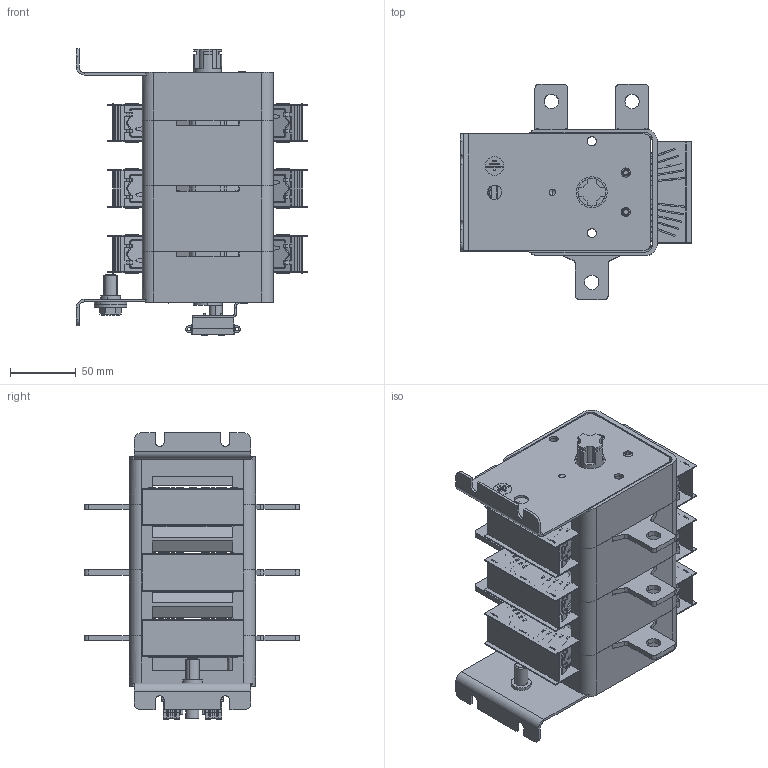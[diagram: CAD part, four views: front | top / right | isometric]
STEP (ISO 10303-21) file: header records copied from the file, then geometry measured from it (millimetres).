
FILE_DESCRIPTION (( 'STEP AP203' ), '1' );
FILE_NAME ('ÂÐ32-37 2 íàïðàâëåíèÿ.STEP', '2014-06-25T10:33:39', ( 'admin' ), ( 'Microsoft' ), 'SwSTEP 2.0', 'SolidWorks 2007', '' );
FILE_SCHEMA (( 'CONFIG_CONTROL_DESIGN' ));
Products named in the file (1): ÂÐ32-37 2 íàïðàâëåíèÿ
Bounding box: 176 x 163.75 x 218.14 mm (x, y, z)
Surface area: 357988.2 mm2 (no closed solid volume)
Topology: 0 solids, 150 shells, 1606 faces, 10432 edges, 8671 vertices
Faces by surface type: plane 1042, cylinder 424, torus 107, cone 28, bspline 5
Entity records: 100892 total; most frequent: CARTESIAN_POINT 22420, DIRECTION 15504, ORIENTED_EDGE 13513, EDGE_CURVE 10432, VERTEX_POINT 8671, VECTOR 8342, LINE 8342, AXIS2_PLACEMENT_3D 3581
